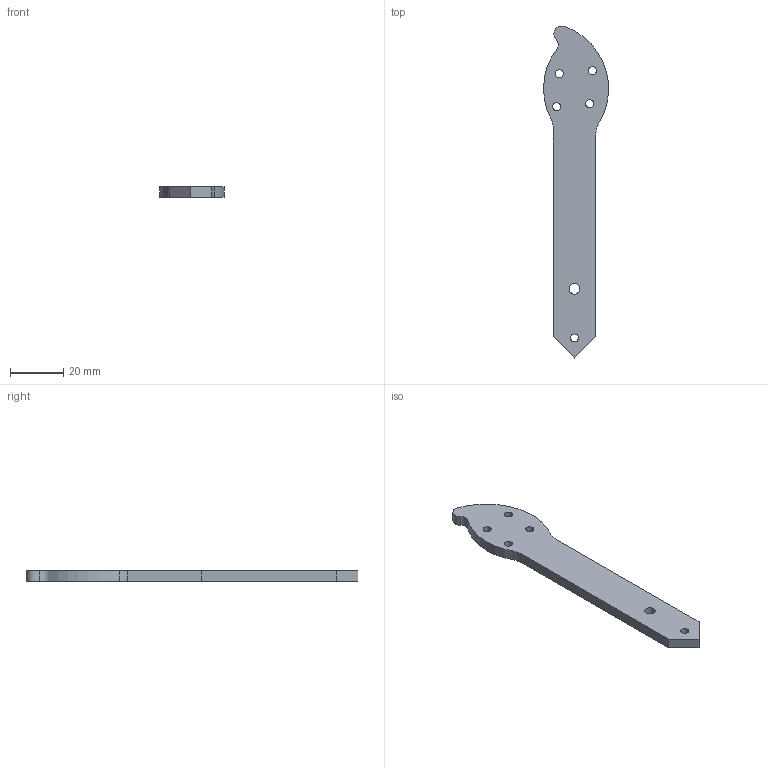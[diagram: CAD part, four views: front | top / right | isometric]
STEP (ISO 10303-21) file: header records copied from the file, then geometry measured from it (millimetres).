
FILE_DESCRIPTION(('FreeCAD Model'),'2;1');
FILE_NAME('Open CASCADE Shape Model','2023-11-24T10:10:27',(''),(''), 'Open CASCADE STEP processor 7.6','FreeCAD','Unknown');
FILE_SCHEMA(('AUTOMOTIVE_DESIGN { 1 0 10303 214 1 1 1 1 }'));
Length unit declared in the file: millimetre
Products named in the file (1): arm_left_001
Bounding box: 24.34 x 124.4 x 4 mm (x, y, z)
Volume: 7934.3 mm3; surface area: 5278.8 mm2
Topology: 1 solids, 1 shells, 19 faces, 51 edges, 34 vertices
Faces by surface type: cylinder 12, plane 7
Full cylindrical faces by diameter (mm): 3 x5, 4 x1
Entity records: 1318 total; most frequent: DIRECTION 217, CARTESIAN_POINT 207, LINE 105, VECTOR 105, ORIENTED_EDGE 102, PCURVE 102, DEFINITIONAL_REPRESENTATION 102, EDGE_CURVE 51
